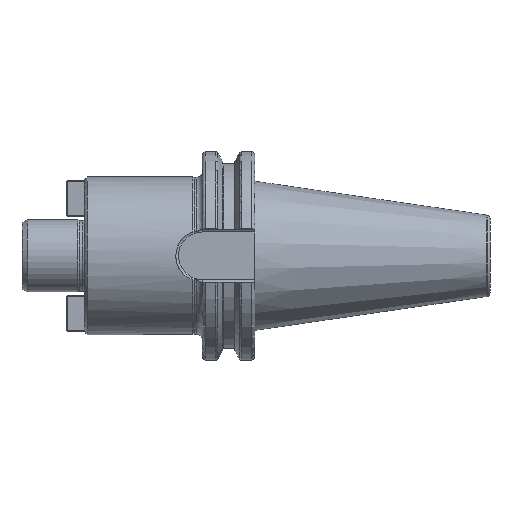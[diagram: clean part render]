
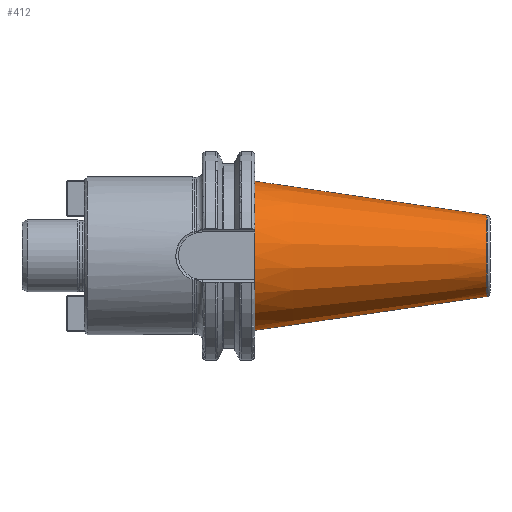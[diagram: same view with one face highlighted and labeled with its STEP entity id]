
A CAD part, front view. The second image highlights one B-rep face of the part: STEP entity #412.
In plain terms, the highlighted conical face has half-angle 8.297 degrees and reference radius 12.385 mm.
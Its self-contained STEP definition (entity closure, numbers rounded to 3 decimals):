
#85=FACE_BOUND('',#763,.T.);
#86=FACE_BOUND('',#764,.T.);
#111=CONICAL_SURFACE('',#2660,12.385,8.297);
#412=ADVANCED_FACE('',(#85,#86),#111,.T.);
#763=EDGE_LOOP('',(#1737));
#764=EDGE_LOOP('',(#1738));
#1737=ORIENTED_EDGE('',*,*,#2315,.F.);
#1738=ORIENTED_EDGE('',*,*,#2075,.F.);
#1821=VERTEX_POINT('',#3875);
#1968=VERTEX_POINT('',#4846);
#2075=EDGE_CURVE('',#1821,#1821,#2350,.T.);
#2315=EDGE_CURVE('',#1968,#1968,#2411,.T.);
#2350=CIRCLE('',#2488,22.692);
#2411=CIRCLE('',#2658,12.385);
#2488=AXIS2_PLACEMENT_3D('',#3874,#2827,#2828);
#2658=AXIS2_PLACEMENT_3D('',#4845,#3275,#3276);
#2660=AXIS2_PLACEMENT_3D('',#4848,#3279,#3280);
#2827=DIRECTION('',(-1.,0.,0.));
#2828=DIRECTION('',(0.,0.,1.));
#3275=DIRECTION('',(1.,0.,0.));
#3276=DIRECTION('',(0.,0.,1.));
#3279=DIRECTION('',(-1.,0.,0.));
#3280=DIRECTION('',(0.,0.,1.));
#3874=CARTESIAN_POINT('',(70.801,0.,0.));
#3875=CARTESIAN_POINT('',(70.801,0.,22.692));
#4845=CARTESIAN_POINT('',(141.477,0.,0.));
#4846=CARTESIAN_POINT('',(141.477,0.,12.385));
#4848=CARTESIAN_POINT('',(141.477,0.,0.));
